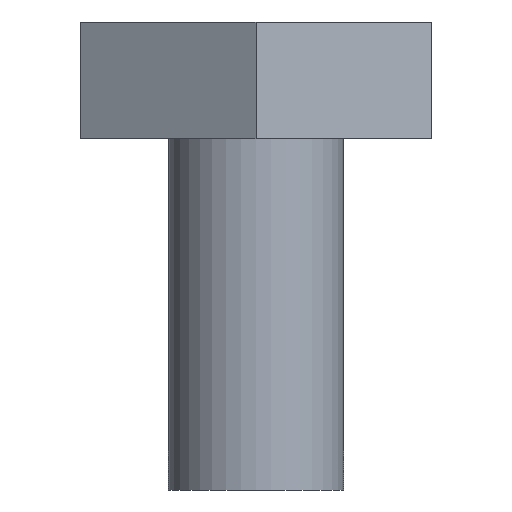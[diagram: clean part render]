
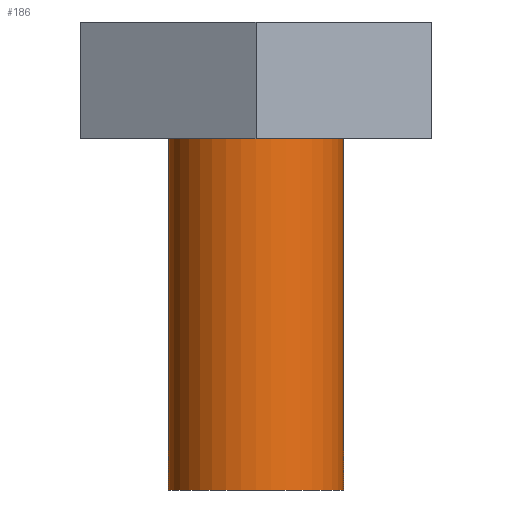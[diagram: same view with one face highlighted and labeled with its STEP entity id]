
A CAD part, front view. The second image highlights one B-rep face of the part: STEP entity #186.
In plain terms, the highlighted cylindrical face has radius 3.175 mm (diameter 6.35 mm), a full revolution.
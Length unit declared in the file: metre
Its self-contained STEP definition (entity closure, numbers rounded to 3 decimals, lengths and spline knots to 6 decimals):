
#12=CYLINDRICAL_SURFACE('',#213,0.003175);
#15=CIRCLE('',#211,0.003175);
#16=CIRCLE('',#214,0.003175);
#56=ORIENTED_EDGE('',*,*,#82,.F.);
#57=ORIENTED_EDGE('',*,*,#81,.T.);
#81=EDGE_CURVE('',#97,#97,#15,.T.);
#82=EDGE_CURVE('',#98,#98,#16,.T.);
#97=VERTEX_POINT('',#312);
#98=VERTEX_POINT('',#316);
#146=EDGE_LOOP('',(#56));
#147=EDGE_LOOP('',(#57));
#162=FACE_BOUND('',#146,.T.);
#163=FACE_BOUND('',#147,.T.);
#186=ADVANCED_FACE('',(#162,#163),#12,.T.);
#211=AXIS2_PLACEMENT_3D('',#311,#255,#256);
#213=AXIS2_PLACEMENT_3D('',#314,#259,#260);
#214=AXIS2_PLACEMENT_3D('',#315,#261,#262);
#255=DIRECTION('',(0.,0.,-1.));
#256=DIRECTION('',(-1.,0.,0.));
#259=DIRECTION('',(0.,0.,1.));
#260=DIRECTION('',(1.,0.,0.));
#261=DIRECTION('',(0.,0.,-1.));
#262=DIRECTION('',(-1.,0.,0.));
#311=CARTESIAN_POINT('',(0.,-0.178759,-0.004233));
#312=CARTESIAN_POINT('',(-0.003175,-0.178759,-0.004233));
#314=CARTESIAN_POINT('',(0.,-0.178759,-0.016933));
#315=CARTESIAN_POINT('',(0.,-0.178759,-0.016933));
#316=CARTESIAN_POINT('',(-0.003175,-0.178759,-0.016933));
